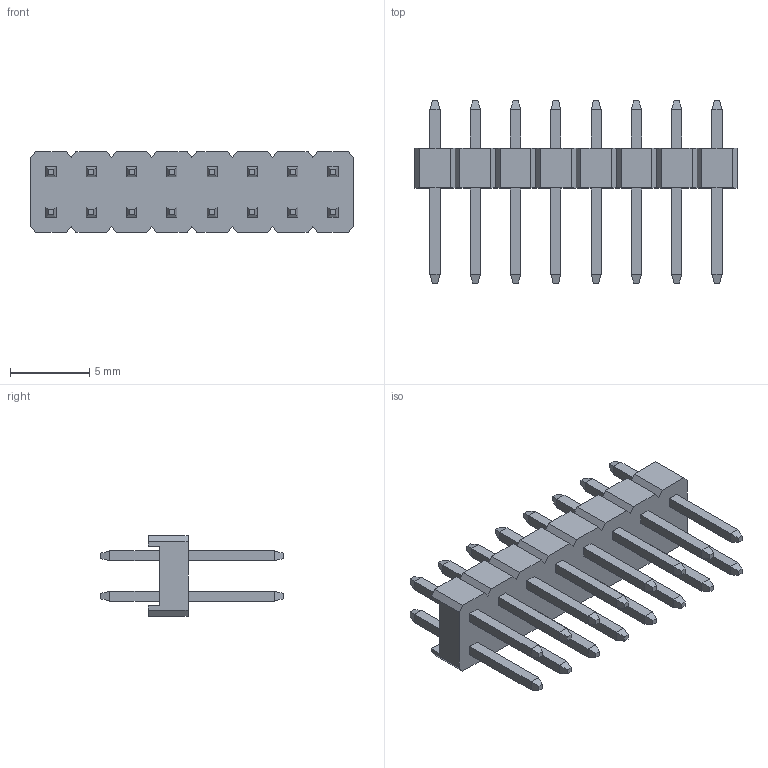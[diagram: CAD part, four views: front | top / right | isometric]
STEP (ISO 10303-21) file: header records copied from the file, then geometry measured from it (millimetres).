
FILE_DESCRIPTION(('STEP AP214'),'1');
FILE_NAME(' ',' ',('TraceParts'),('TraceParts S.A.'),'XStep 1.0',' ',' ');
FILE_SCHEMA(('automotive_design'));
Length unit declared in the file: millimetre
Products named in the file (1): 1
Bounding box: 20.32 x 11.5 x 5.08 mm (x, y, z)
Volume: 260.1 mm3; surface area: 741.9 mm2
Topology: 1 solids, 1 shells, 376 faces, 898 edges, 556 vertices
Faces by surface type: plane 376
Entity records: 20772 total; most frequent: CARTESIAN_POINT 1831, STYLED_ITEM 1830, PRESENTATION_STYLE_ASSIGNMENT 1830, COLOUR_RGB 1830, ORIENTED_EDGE 1796, DIRECTION 1652, EDGE_CURVE 898, CURVE_STYLE 898
